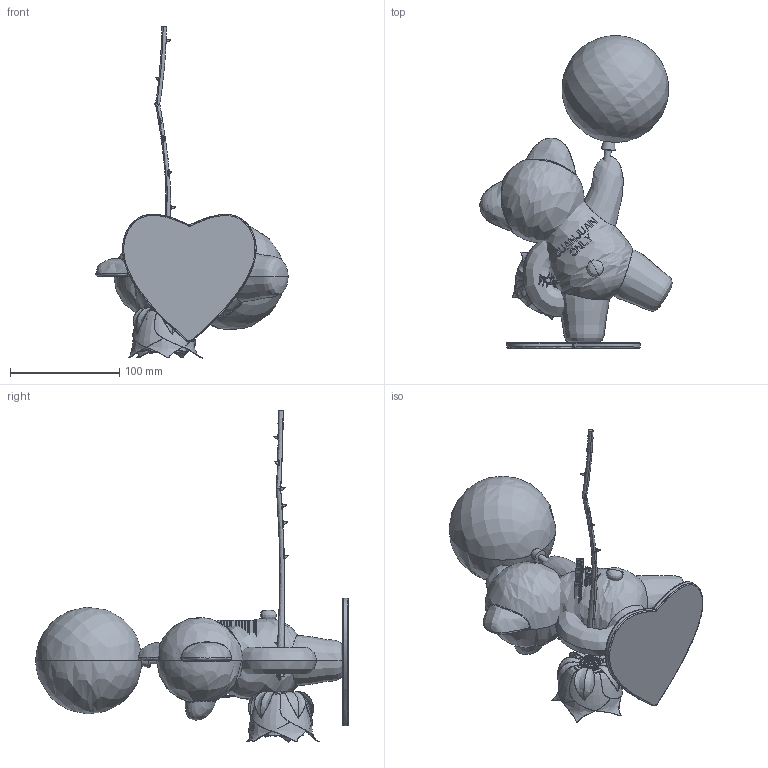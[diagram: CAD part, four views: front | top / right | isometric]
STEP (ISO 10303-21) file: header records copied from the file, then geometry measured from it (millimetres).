
FILE_DESCRIPTION(('FreeCAD Model'),'2;1');
FILE_NAME('Open CASCADE Shape Model','2025-05-04T03:18:10',('FreeCAD'),( 'FreeCAD'),'Open CASCADE STEP processor 7.6','FreeCAD','Unknown');
FILE_SCHEMA(('AUTOMOTIVE_DESIGN { 1 0 10303 214 1 1 1 1 }'));
Products named in the file (1): Open CASCADE STEP translator 7.6 1
Bounding box: 175.7 x 285.58 x 303.38 mm (x, y, z)
Surface area: 419636.4 mm2 (no closed solid volume)
Topology: 0 solids, 1132 shells, 1132 faces, 6222 edges, 6124 vertices
Faces by surface type: bspline 1132
Entity records: 419544 total; most frequent: CARTESIAN_POINT 388689, ORIENTED_EDGE 6124, EDGE_CURVE 6124, VERTEX_POINT 6122, B_SPLINE_CURVE_WITH_KNOTS 5823, FACE_BOUND 1163, EDGE_LOOP 1163, SHELL_BASED_SURFACE_MODEL 1130
